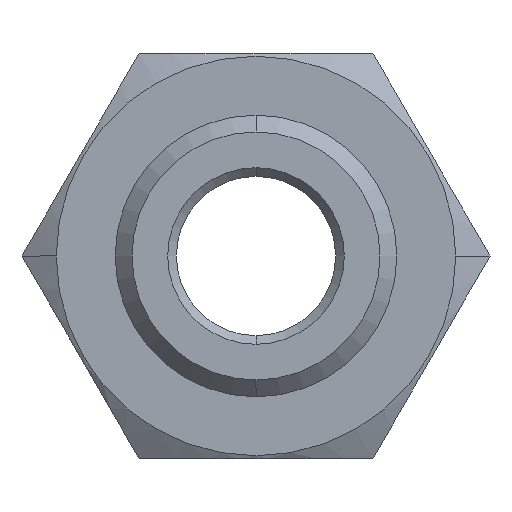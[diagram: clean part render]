
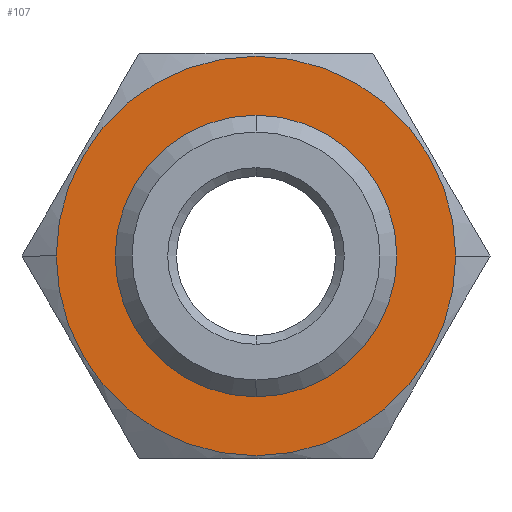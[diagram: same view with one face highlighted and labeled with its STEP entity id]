
A CAD part, front view. The second image highlights one B-rep face of the part: STEP entity #107.
In plain terms, the highlighted planar face has unit normal (0, -1, 0).
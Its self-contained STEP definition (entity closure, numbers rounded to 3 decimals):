
#107=ADVANCED_FACE('',(#210,#211),#212,.F.);
#210=FACE_OUTER_BOUND('',#305,.T.);
#211=FACE_BOUND('',#306,.T.);
#212=PLANE('',#307);
#305=EDGE_LOOP('',(#542,#543));
#306=EDGE_LOOP('',(#544,#545));
#307=AXIS2_PLACEMENT_3D('',#546,#547,#548);
#542=ORIENTED_EDGE('',*,*,#643,.T.);
#543=ORIENTED_EDGE('',*,*,#560,.T.);
#544=ORIENTED_EDGE('',*,*,#615,.F.);
#545=ORIENTED_EDGE('',*,*,#650,.F.);
#546=CARTESIAN_POINT('',(0.0,-2.25,0.0));
#547=DIRECTION('',(0.0,1.0,0.0));
#548=DIRECTION('',(1.0,0.0,-0.0));
#560=EDGE_CURVE('',#657,#654,#658,.T.);
#615=EDGE_CURVE('',#748,#746,#750,.T.);
#643=EDGE_CURVE('',#654,#657,#780,.T.);
#650=EDGE_CURVE('',#746,#748,#787,.T.);
#654=VERTEX_POINT('',#791);
#657=VERTEX_POINT('',#795);
#658=CIRCLE('',#796,6.9);
#746=VERTEX_POINT('',#981);
#748=VERTEX_POINT('',#984);
#750=CIRCLE('',#987,4.864);
#780=CIRCLE('',#1049,6.9);
#787=CIRCLE('',#1056,4.864);
#791=CARTESIAN_POINT('',(6.9,-2.25,0.0));
#795=CARTESIAN_POINT('',(-6.9,-2.25,0.));
#796=AXIS2_PLACEMENT_3D('',#1059,#1060,#1061);
#981=CARTESIAN_POINT('',(0.,-2.25,4.864));
#984=CARTESIAN_POINT('',(0.0,-2.25,-4.864));
#987=AXIS2_PLACEMENT_3D('',#1131,#1132,#1133);
#1049=AXIS2_PLACEMENT_3D('',#1163,#1164,#1165);
#1056=AXIS2_PLACEMENT_3D('',#1169,#1170,#1171);
#1059=CARTESIAN_POINT('',(0.0,-2.25,0.0));
#1060=DIRECTION('',(0.0,-1.0,0.0));
#1061=DIRECTION('',(1.0,0.0,0.0));
#1131=CARTESIAN_POINT('',(0.0,-2.25,0.0));
#1132=DIRECTION('',(0.0,-1.0,0.0));
#1133=DIRECTION('',(0.0,0.0,1.0));
#1163=CARTESIAN_POINT('',(0.0,-2.25,0.0));
#1164=DIRECTION('',(0.0,-1.0,0.0));
#1165=DIRECTION('',(1.0,0.0,0.0));
#1169=CARTESIAN_POINT('',(0.0,-2.25,0.0));
#1170=DIRECTION('',(0.0,-1.0,0.0));
#1171=DIRECTION('',(0.0,0.0,1.0));
